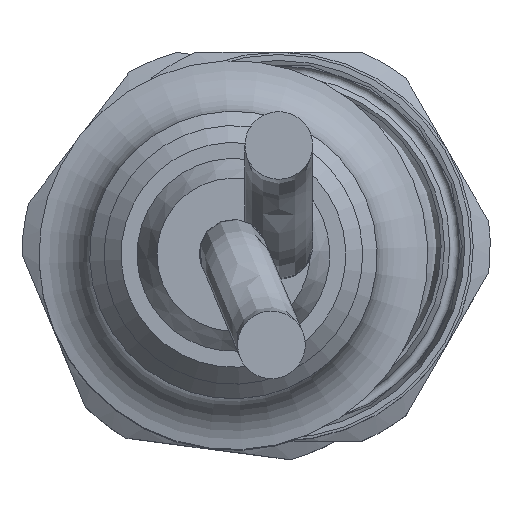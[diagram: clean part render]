
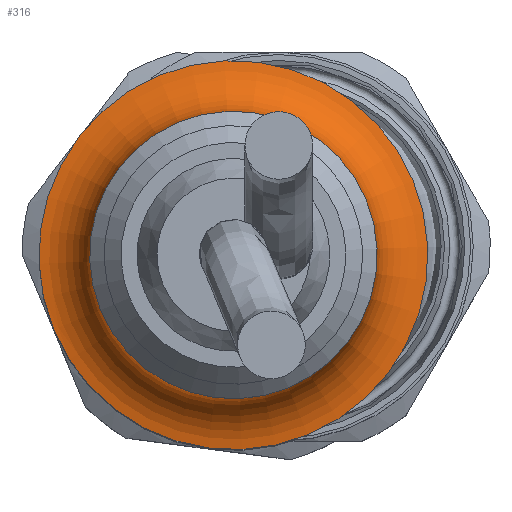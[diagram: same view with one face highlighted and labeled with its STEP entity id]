
A CAD part, top view. The second image highlights one B-rep face of the part: STEP entity #316.
In plain terms, the highlighted toroidal (fillet/blend) face has major radius 11.815 mm and minor radius 3.315 mm.
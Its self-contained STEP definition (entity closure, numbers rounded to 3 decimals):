
#316 = ADVANCED_FACE( '', ( #707, #708 ), #709, .F. );
#707 = FACE_OUTER_BOUND( '', #2069, .T. );
#708 = FACE_OUTER_BOUND( '', #2070, .T. );
#709 = TOROIDAL_SURFACE( '', #2071, 11.815, 3.315 );
#2069 = EDGE_LOOP( '', ( #2997 ) );
#2070 = EDGE_LOOP( '', ( #2998 ) );
#2071 = AXIS2_PLACEMENT_3D( '', #2999, #3000, #3001 );
#2997 = ORIENTED_EDGE( '', *, *, #3380, .T. );
#2998 = ORIENTED_EDGE( '', *, *, #3367, .F. );
#2999 = CARTESIAN_POINT( '', ( 0., 0., 10.5 ) );
#3000 = DIRECTION( '', ( 0., 0., 1. ) );
#3001 = DIRECTION( '', ( 1., 0., 0. ) );
#3367 = EDGE_CURVE( '', #3739, #3739, #3740, .T. );
#3380 = EDGE_CURVE( '', #3757, #3757, #3758, .T. );
#3739 = VERTEX_POINT( '', #4317 );
#3740 = CIRCLE( '', #4318, 8.5 );
#3757 = VERTEX_POINT( '', #4336 );
#3758 = CIRCLE( '', #4337, 11.5 );
#4317 = CARTESIAN_POINT( '', ( 8.5, 0., 10.5 ) );
#4318 = AXIS2_PLACEMENT_3D( '', #4654, #4655, #4656 );
#4336 = CARTESIAN_POINT( '', ( 11.5, 0., 7.2 ) );
#4337 = AXIS2_PLACEMENT_3D( '', #4670, #4671, #4672 );
#4654 = CARTESIAN_POINT( '', ( 0., 0., 10.5 ) );
#4655 = DIRECTION( '', ( 0., 0., 1. ) );
#4656 = DIRECTION( '', ( 1., 0., 0. ) );
#4670 = CARTESIAN_POINT( '', ( 0., 0., 7.2 ) );
#4671 = DIRECTION( '', ( 0., 0., 1. ) );
#4672 = DIRECTION( '', ( 1., 0., 0. ) );
